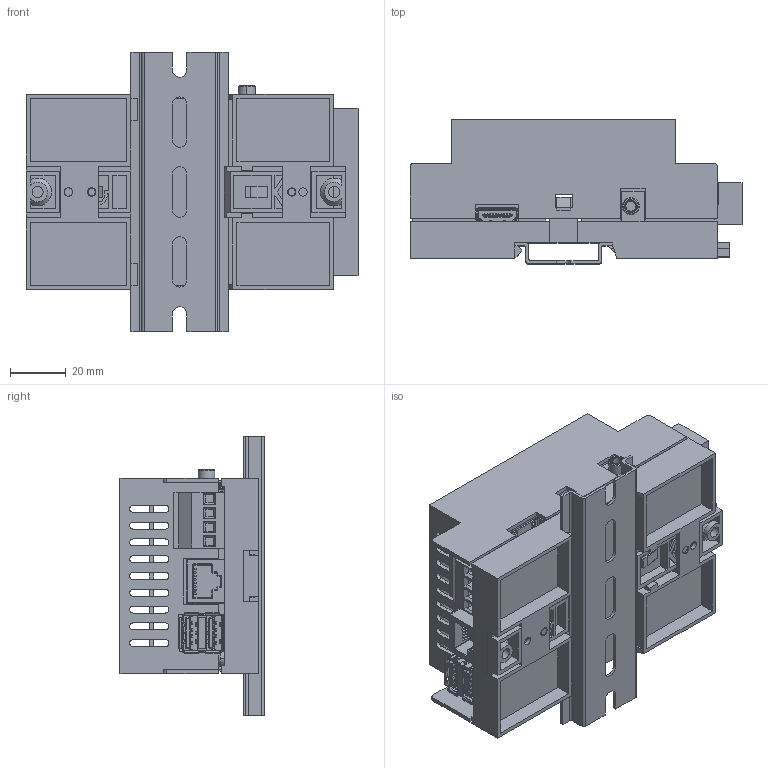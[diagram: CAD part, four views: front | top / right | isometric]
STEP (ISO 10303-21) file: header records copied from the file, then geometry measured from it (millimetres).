
FILE_DESCRIPTION (( 'STEP AP214' ), '1' );
FILE_NAME ('CESV-70.STEP', '2022-11-12T10:36:11', ( '' ), ( '' ), 'SwSTEP 2.0', 'SolidWorks 2017', '' );
FILE_SCHEMA (( 'AUTOMOTIVE_DESIGN' ));
Length unit declared in the file: millimetre
Products named in the file (38): Rail-35; Audio Jack; plastec_jack3; Base plate - MDB-70; USB_FINGER; Dual USB Port; Clip-Small; USB3_IM_UPPER1; CESV-70; USB3_CON_SHORT; USB3_IM_LOWER1; USB3_CON_LONG; HDMI_Socket; REAR_SHELL_SUS; HDMI_socket_cover; Component1; Euro fixed Terminal-4Way; USB3_FRAME; Screw-smallest; USB3_IM_LOWER; Shell; HDMI_socket_inside; HDMI_socket_small_pin_Valor predeterminado; USB3_SPACER; USB3_CONTACT_LOWER; plastec_jack2; USB3_IM_UPPER; SHORT_SHELL; HDMI_socket_large_pin_Valor predeterminado; Euro Terminal5mm-Plug-In-12Way; USB3_CONTAC_LONG2; plastec_jack4; Screw-small; Base PCB-MDP-70-01; Display PCB^CES-70; RJ45 Ethernet Port; TopCover with Ventilation with Opening - CESVC-70-1; Clip-Big
Assembly tree (58 placements, depth 4):
  CESV-70
    Base plate - MDB-70
    Clip-Big
    Clip-Small
    Base PCB-MDP-70-01
    Screw-small  x2
    Euro Terminal5mm-Plug-In-12Way
    Rail-35
    Display PCB^CES-70
    Screw-smallest  x4
    Euro fixed Terminal-4Way
    RJ45 Ethernet Port
      Shell
    Dual USB Port
      REAR_SHELL_SUS
      SHORT_SHELL
      USB3_CON_LONG
      USB3_CON_SHORT
      USB3_FRAME
      USB3_IM_LOWER
        USB3_CONTACT_LOWER
        USB3_IM_LOWER1
      USB3_IM_UPPER
        USB3_CONTAC_LONG2
        USB3_IM_UPPER1
      USB3_SPACER
      USB_FINGER
    Audio Jack
      Component1
      plastec_jack2
      plastec_jack3
      plastec_jack4
    HDMI_Socket
      HDMI_socket_cover
      HDMI_socket_inside
      HDMI_socket_large_pin_Valor predeterminado  x10
      HDMI_socket_small_pin_Valor predeterminado  x9
    TopCover with Ventilation with Opening - CESVC-70-1
Bounding box: 118.8 x 51.55 x 100 mm (x, y, z)
Volume: 84909 mm3; surface area: 123605.4 mm2
Topology: 105 solids, 105 shells, 5720 faces, 15403 edges, 9904 vertices
Faces by surface type: plane 3935, cylinder 1391, bspline 210, cone 76, torus 72, sphere 36
Entity records: 167795 total; most frequent: CARTESIAN_POINT 35139, ORIENTED_EDGE 24872, DIRECTION 23247, EDGE_CURVE 12436, VECTOR 9587, LINE 9587, VERTEX_POINT 7959, AXIS2_PLACEMENT_3D 6830
